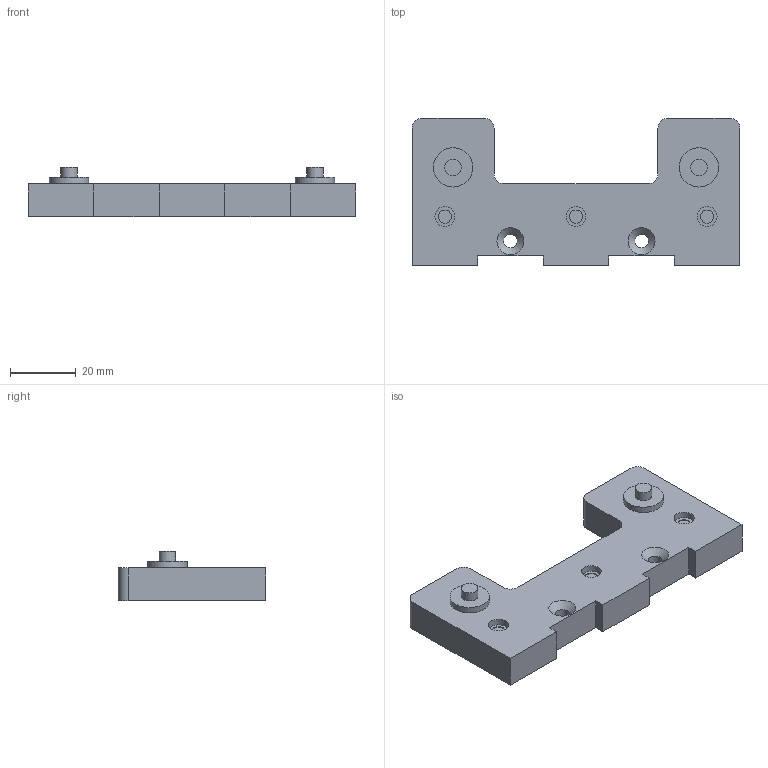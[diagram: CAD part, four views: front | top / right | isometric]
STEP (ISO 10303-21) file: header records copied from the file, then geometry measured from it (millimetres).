
FILE_DESCRIPTION(('FreeCAD Model'),'2;1');
FILE_NAME('Open CASCADE Shape Model','2024-03-11T21:27:51',(''),(''), 'Open CASCADE STEP processor 7.7','FreeCAD','Unknown');
FILE_SCHEMA(('AUTOMOTIVE_DESIGN { 1 0 10303 214 1 1 1 1 }'));
Length unit declared in the file: millimetre
Products named in the file (1): Body
Bounding box: 100 x 45 x 15 mm (x, y, z)
Volume: 33770.4 mm3; surface area: 10665.1 mm2
Topology: 1 solids, 1 shells, 62 faces, 142 edges, 94 vertices
Faces by surface type: plane 42, cylinder 18, cone 2
Full cylindrical faces by diameter (mm): 4 x3, 4.2 x2, 5 x2, 6.1 x3, 12 x2
Entity records: 1778 total; most frequent: DIRECTION 306, CARTESIAN_POINT 299, ORIENTED_EDGE 284, EDGE_CURVE 142, LINE 104, VECTOR 104, AXIS2_PLACEMENT_3D 101, VERTEX_POINT 94
